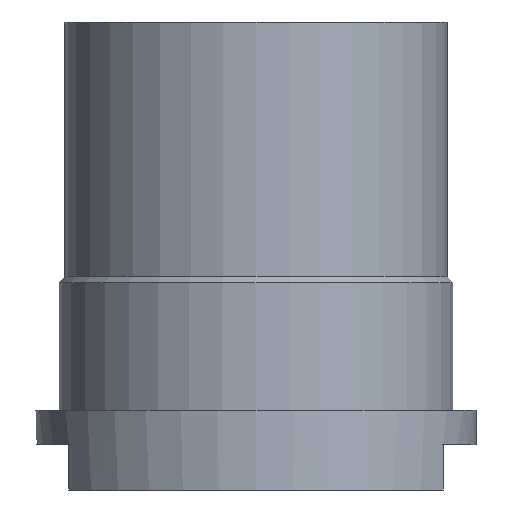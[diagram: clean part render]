
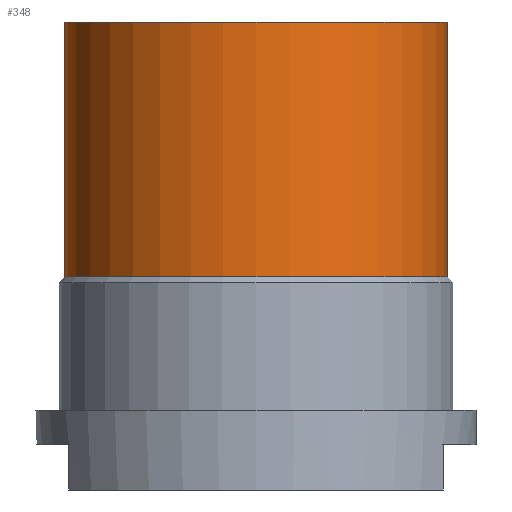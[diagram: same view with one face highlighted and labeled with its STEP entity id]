
A CAD part, front view. The second image highlights one B-rep face of the part: STEP entity #348.
In plain terms, the highlighted cylindrical face has radius 2.095 mm (diameter 4.191 mm), a full revolution.
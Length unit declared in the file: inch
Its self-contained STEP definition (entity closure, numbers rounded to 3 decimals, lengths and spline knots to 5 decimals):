
#7 = EDGE_CURVE ( 'NONE', #72, #72, #1133, .T. ) ;
#35 = CIRCLE ( 'NONE', #679, 0.0825 ) ;
#40 = DIRECTION ( 'NONE',  ( 1., 0., 0. ) ) ;
#42 = CARTESIAN_POINT ( 'NONE',  ( 0., 0., -0.23335 ) ) ;
#72 = VERTEX_POINT ( 'NONE', #423 ) ;
#87 = CARTESIAN_POINT ( 'NONE',  ( 0., 0., 0.17 ) ) ;
#103 = VERTEX_POINT ( 'NONE', #268 ) ;
#115 = AXIS2_PLACEMENT_3D ( 'NONE', #87, #1162, #700 ) ;
#228 = FACE_OUTER_BOUND ( 'NONE', #905, .T. ) ;
#268 = CARTESIAN_POINT ( 'NONE',  ( 0.0825, 0., 0. ) ) ;
#320 = DIRECTION ( 'NONE',  ( 1., 0., 0. ) ) ;
#343 = ORIENTED_EDGE ( 'NONE', *, *, #840, .T. ) ;
#348 = ADVANCED_FACE ( 'NONE', ( #946, #228 ), #689, .T. ) ;
#423 = CARTESIAN_POINT ( 'NONE',  ( 0.0825, 0., 0.17 ) ) ;
#605 = CARTESIAN_POINT ( 'NONE',  ( 0., 0., 0. ) ) ;
#679 = AXIS2_PLACEMENT_3D ( 'NONE', #605, #956, #40 ) ;
#689 = CYLINDRICAL_SURFACE ( 'NONE', #1155, 0.0825 ) ;
#700 = DIRECTION ( 'NONE',  ( 1., 0., 0. ) ) ;
#712 = EDGE_LOOP ( 'NONE', ( #343 ) ) ;
#788 = DIRECTION ( 'NONE',  ( 0., 0., 1. ) ) ;
#840 = EDGE_CURVE ( 'NONE', #103, #103, #35, .T. ) ;
#905 = EDGE_LOOP ( 'NONE', ( #1112 ) ) ;
#946 = FACE_OUTER_BOUND ( 'NONE', #712, .T. ) ;
#956 = DIRECTION ( 'NONE',  ( 0., 0., 1. ) ) ;
#1112 = ORIENTED_EDGE ( 'NONE', *, *, #7, .F. ) ;
#1133 = CIRCLE ( 'NONE', #115, 0.0825 ) ;
#1155 = AXIS2_PLACEMENT_3D ( 'NONE', #42, #788, #320 ) ;
#1162 = DIRECTION ( 'NONE',  ( 0., 0., 1. ) ) ;
